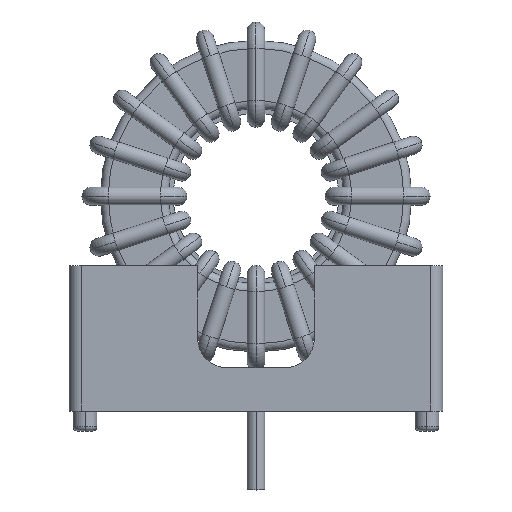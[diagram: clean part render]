
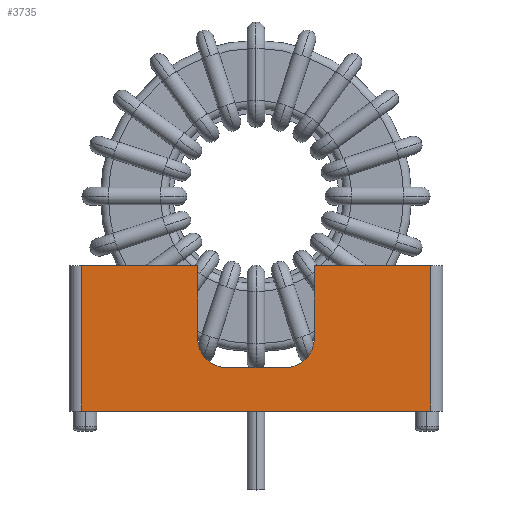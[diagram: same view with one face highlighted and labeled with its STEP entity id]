
A CAD part, top view. The second image highlights one B-rep face of the part: STEP entity #3735.
In plain terms, the highlighted planar face has unit normal (0, 0, 1).
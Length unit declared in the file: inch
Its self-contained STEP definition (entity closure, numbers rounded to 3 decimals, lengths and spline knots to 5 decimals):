
#91 = CARTESIAN_POINT ( 'NONE',  ( 0.07417, 0.23454, 0.3 ) ) ;
#367 = CARTESIAN_POINT ( 'NONE',  ( -0.14833, 0.23454, 0.3 ) ) ;
#630 = VERTEX_POINT ( 'NONE', #14288 ) ;
#874 = VECTOR ( 'NONE', #7293, 39.37008 ) ;
#1421 = EDGE_CURVE ( 'NONE', #10780, #26532, #11027, .T. ) ;
#1737 = LINE ( 'NONE', #14215, #25251 ) ;
#2236 = VECTOR ( 'NONE', #18444, 39.37008 ) ;
#2352 = DIRECTION ( 'NONE',  ( 1., 0., 0. ) ) ;
#2592 = DIRECTION ( 'NONE',  ( 1., 0., 0. ) ) ;
#2620 = DIRECTION ( 'NONE',  ( 0., 0., 1. ) ) ;
#2663 = CARTESIAN_POINT ( 'NONE',  ( -0.07417, 0.23454, 0.3 ) ) ;
#2891 = ORIENTED_EDGE ( 'NONE', *, *, #24929, .F. ) ;
#3020 = EDGE_CURVE ( 'NONE', #3221, #15603, #10884, .T. ) ;
#3052 = EDGE_CURVE ( 'NONE', #15352, #23753, #9450, .T. ) ;
#3221 = VERTEX_POINT ( 'NONE', #18955 ) ;
#3439 = CARTESIAN_POINT ( 'NONE',  ( 0.445, 0.42, 0.3 ) ) ;
#3735 = ADVANCED_FACE ( 'NONE', ( #6172 ), #22871, .F. ) ;
#4184 = VECTOR ( 'NONE', #20536, 39.37008 ) ;
#4377 = EDGE_CURVE ( 'NONE', #23753, #14283, #23922, .T. ) ;
#4454 = DIRECTION ( 'NONE',  ( 1., 0., 0. ) ) ;
#4787 = CARTESIAN_POINT ( 'NONE',  ( -0.445, 0.42, 0.3 ) ) ;
#4911 = DIRECTION ( 'NONE',  ( 1., 0., 0. ) ) ;
#5410 = LINE ( 'NONE', #28790, #17581 ) ;
#5463 = ORIENTED_EDGE ( 'NONE', *, *, #22096, .F. ) ;
#5651 = AXIS2_PLACEMENT_3D ( 'NONE', #91, #16043, #2352 ) ;
#5734 = VECTOR ( 'NONE', #22438, 39.37008 ) ;
#6172 = FACE_OUTER_BOUND ( 'NONE', #28440, .T. ) ;
#6850 = VERTEX_POINT ( 'NONE', #3439 ) ;
#6915 = CARTESIAN_POINT ( 'NONE',  ( 0.14833, 0.42, 0.3 ) ) ;
#7031 = DIRECTION ( 'NONE',  ( 0., 0., -1. ) ) ;
#7293 = DIRECTION ( 'NONE',  ( 0., -1., 0. ) ) ;
#7711 = ORIENTED_EDGE ( 'NONE', *, *, #3020, .T. ) ;
#8484 = LINE ( 'NONE', #9327, #14558 ) ;
#8758 = EDGE_CURVE ( 'NONE', #14283, #6850, #5410, .T. ) ;
#9327 = CARTESIAN_POINT ( 'NONE',  ( -0.14833, 0.23454, 0.3 ) ) ;
#9450 = CIRCLE ( 'NONE', #5651, 0.07417 ) ;
#9732 = ORIENTED_EDGE ( 'NONE', *, *, #3052, .F. ) ;
#10160 = VECTOR ( 'NONE', #4454, 39.37008 ) ;
#10402 = EDGE_CURVE ( 'NONE', #28103, #3221, #24380, .T. ) ;
#10780 = VERTEX_POINT ( 'NONE', #367 ) ;
#10884 = LINE ( 'NONE', #22712, #10160 ) ;
#10903 = ORIENTED_EDGE ( 'NONE', *, *, #18040, .F. ) ;
#11027 = CIRCLE ( 'NONE', #23555, 0.07417 ) ;
#11273 = CARTESIAN_POINT ( 'NONE',  ( 0.14833, 0.23454, 0.3 ) ) ;
#11620 = AXIS2_PLACEMENT_3D ( 'NONE', #20707, #7031, #22966 ) ;
#14193 = CARTESIAN_POINT ( 'NONE',  ( 0.445, 0.05, 0.3 ) ) ;
#14215 = CARTESIAN_POINT ( 'NONE',  ( -0.07417, 0.16037, 0.3 ) ) ;
#14283 = VERTEX_POINT ( 'NONE', #6915 ) ;
#14288 = CARTESIAN_POINT ( 'NONE',  ( -0.14833, 0.42, 0.3 ) ) ;
#14558 = VECTOR ( 'NONE', #22967, 39.37008 ) ;
#15266 = DIRECTION ( 'NONE',  ( 1., 0., 0. ) ) ;
#15352 = VERTEX_POINT ( 'NONE', #24418 ) ;
#15603 = VERTEX_POINT ( 'NONE', #14193 ) ;
#16043 = DIRECTION ( 'NONE',  ( 0., 0., 1. ) ) ;
#16200 = EDGE_CURVE ( 'NONE', #6850, #15603, #25762, .T. ) ;
#16390 = CARTESIAN_POINT ( 'NONE',  ( 0.14833, 0.23454, 0.3 ) ) ;
#16749 = ORIENTED_EDGE ( 'NONE', *, *, #4377, .F. ) ;
#17055 = CARTESIAN_POINT ( 'NONE',  ( -0.07417, 0.16037, 0.3 ) ) ;
#17581 = VECTOR ( 'NONE', #15266, 39.37008 ) ;
#18040 = EDGE_CURVE ( 'NONE', #26532, #15352, #1737, .T. ) ;
#18246 = CARTESIAN_POINT ( 'NONE',  ( -0.445, 0.42, 0.3 ) ) ;
#18444 = DIRECTION ( 'NONE',  ( 0., -1., 0. ) ) ;
#18955 = CARTESIAN_POINT ( 'NONE',  ( -0.445, 0.05, 0.3 ) ) ;
#20536 = DIRECTION ( 'NONE',  ( 1., 0., 0. ) ) ;
#20707 = CARTESIAN_POINT ( 'NONE',  ( -0.445, 0.08, 0.3 ) ) ;
#21584 = ORIENTED_EDGE ( 'NONE', *, *, #16200, .F. ) ;
#22096 = EDGE_CURVE ( 'NONE', #630, #10780, #8484, .T. ) ;
#22142 = ORIENTED_EDGE ( 'NONE', *, *, #8758, .F. ) ;
#22394 = LINE ( 'NONE', #18246, #4184 ) ;
#22438 = DIRECTION ( 'NONE',  ( 0., 1., 0. ) ) ;
#22712 = CARTESIAN_POINT ( 'NONE',  ( -0.445, 0.05, 0.3 ) ) ;
#22871 = PLANE ( 'NONE',  #11620 ) ;
#22966 = DIRECTION ( 'NONE',  ( -1., 0., 0. ) ) ;
#22967 = DIRECTION ( 'NONE',  ( 0., -1., 0. ) ) ;
#23084 = CARTESIAN_POINT ( 'NONE',  ( 0.445, 0.08, 0.3 ) ) ;
#23555 = AXIS2_PLACEMENT_3D ( 'NONE', #2663, #2620, #2592 ) ;
#23753 = VERTEX_POINT ( 'NONE', #16390 ) ;
#23922 = LINE ( 'NONE', #11273, #5734 ) ;
#24227 = ORIENTED_EDGE ( 'NONE', *, *, #1421, .F. ) ;
#24380 = LINE ( 'NONE', #25471, #874 ) ;
#24418 = CARTESIAN_POINT ( 'NONE',  ( 0.07417, 0.16037, 0.3 ) ) ;
#24929 = EDGE_CURVE ( 'NONE', #28103, #630, #22394, .T. ) ;
#25251 = VECTOR ( 'NONE', #4911, 39.37008 ) ;
#25471 = CARTESIAN_POINT ( 'NONE',  ( -0.445, 0.08, 0.3 ) ) ;
#25762 = LINE ( 'NONE', #23084, #2236 ) ;
#26445 = ORIENTED_EDGE ( 'NONE', *, *, #10402, .T. ) ;
#26532 = VERTEX_POINT ( 'NONE', #17055 ) ;
#28103 = VERTEX_POINT ( 'NONE', #4787 ) ;
#28440 = EDGE_LOOP ( 'NONE', ( #24227, #5463, #2891, #26445, #7711, #21584, #22142, #16749, #9732, #10903 ) ) ;
#28790 = CARTESIAN_POINT ( 'NONE',  ( -0.445, 0.42, 0.3 ) ) ;
